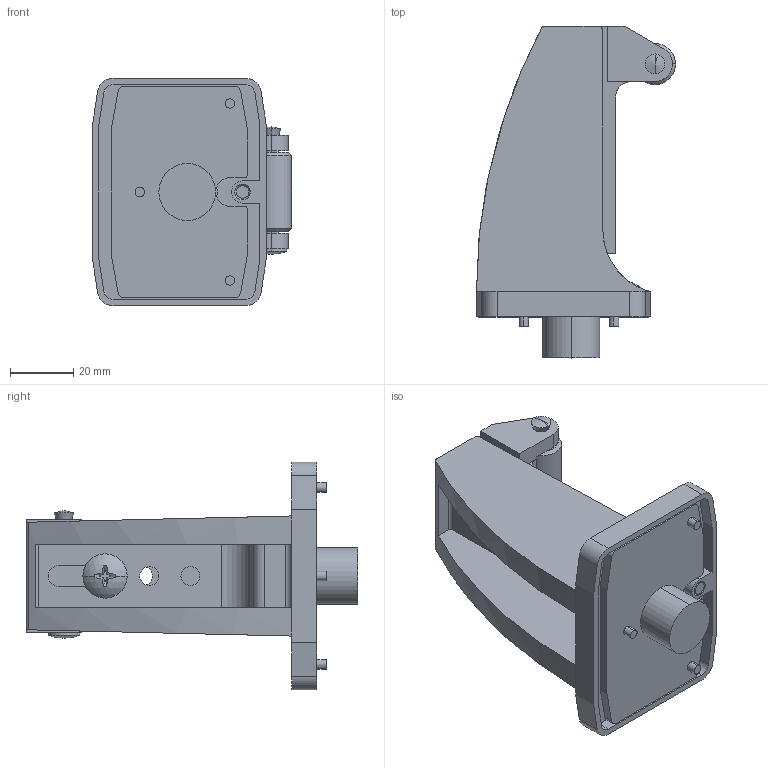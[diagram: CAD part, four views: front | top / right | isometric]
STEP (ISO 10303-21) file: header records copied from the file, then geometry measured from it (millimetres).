
FILE_DESCRIPTION (( 'STEP AP203' ), '1' );
FILE_NAME ('FA-602S-7.STEP', '2011-01-11T07:14:23', ( ' ' ), ( ' ' ), 'SwSTEP 2.0', 'SolidWorks 2007', '' );
FILE_SCHEMA (( 'CONFIG_CONTROL_DESIGN' ));
Length unit declared in the file: millimetre
Products named in the file (10): FA-602S-7ローラーシャフト__カシメ; FA-602S-7庢晅嵗__棉太倌; FA-602S-7; FA-602S-7杮懱__棉太倌; FA-602S-7巭傔嬥__棉太倌; FA-602S-7儘乕儔乕__棉太倌; 廫帤寠晅側傋彫偹偠M4_M4亊8; 廫帤寠晅僩儔僗偹偠M6_M6亊16; 平ワッシャーM6小型丸_M6小形-JIS B 1256; 六角ナットM10（1種）_JIS B 1181 Hexagon nut - Class 1 Finished M10 --N
Assembly tree (11 placements, depth 2):
  FA-602S-7
    廫帤寠晅僩儔僗偹偠M6_M6亊16  x2
    FA-602S-7杮懱__棉太倌
    平ワッシャーM6小型丸_M6小形-JIS B 1256  x2
    FA-602S-7巭傔嬥__棉太倌
    FA-602S-7儘乕儔乕__棉太倌
    FA-602S-7庢晅嵗__棉太倌
    六角ナットM10（1種）_JIS B 1181 Hexagon nut - Class 1 Finished M10 --N
    FA-602S-7ローラーシャフト__カシメ
    廫帤寠晅側傋彫偹偠M4_M4亊8
Bounding box: 63 x 105 x 72 mm (x, y, z)
Volume: 110357 mm3; surface area: 49480.2 mm2
Topology: 11 solids, 11 shells, 308 faces, 796 edges, 517 vertices
Faces by surface type: plane 164, cylinder 92, cone 26, bspline 16, sphere 8, torus 2
Entity records: 9896 total; most frequent: CARTESIAN_POINT 1760, DIRECTION 1494, ORIENTED_EDGE 1456, EDGE_CURVE 728, AXIS2_PLACEMENT_3D 527, VERTEX_POINT 473, VECTOR 440, LINE 440
